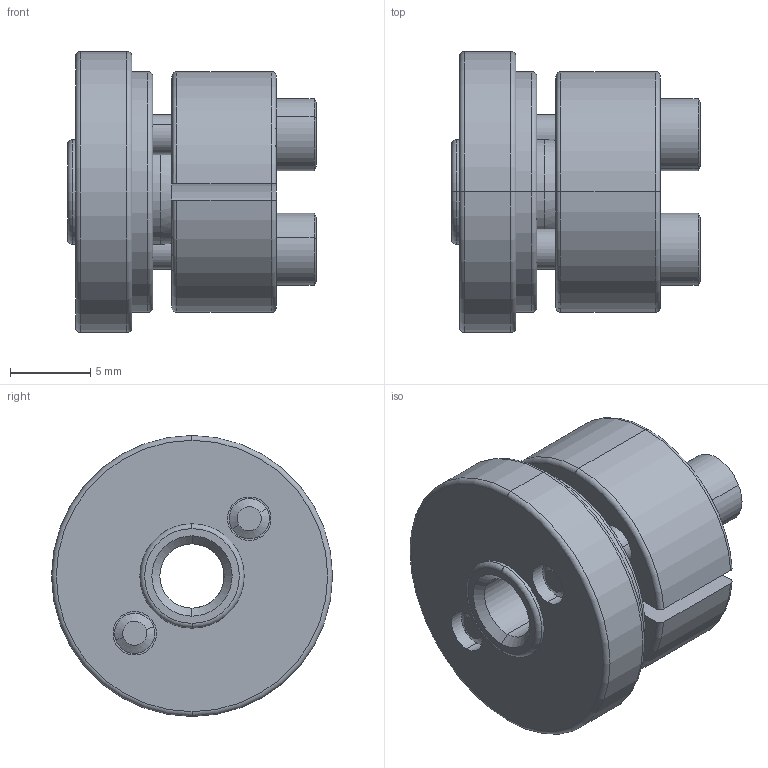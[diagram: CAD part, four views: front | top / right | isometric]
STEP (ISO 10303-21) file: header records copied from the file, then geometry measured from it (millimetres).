
FILE_DESCRIPTION (( 'STEP AP203' ), '1' );
FILE_NAME ('MC-4-15.STEP', '2011-04-25T01:57:06', ( ' ' ), ( ' ' ), 'SwSTEP 2.0', 'SolidWorks 2011', '' );
FILE_SCHEMA (( 'CONFIG_CONTROL_DESIGN' ));
Length unit declared in the file: millimetre
Products named in the file (1): MC-4-15
Bounding box: 15.5 x 17.5 x 17.5 mm (x, y, z)
Volume: 2065 mm3; surface area: 2071.5 mm2
Topology: 3 solids, 3 shells, 91 faces, 209 edges, 130 vertices
Faces by surface type: cylinder 33, plane 29, cone 15, torus 14
Entity records: 2711 total; most frequent: DIRECTION 498, CARTESIAN_POINT 463, ORIENTED_EDGE 418, EDGE_CURVE 209, AXIS2_PLACEMENT_3D 203, VERTEX_POINT 130, EDGE_LOOP 111, CIRCLE 111
